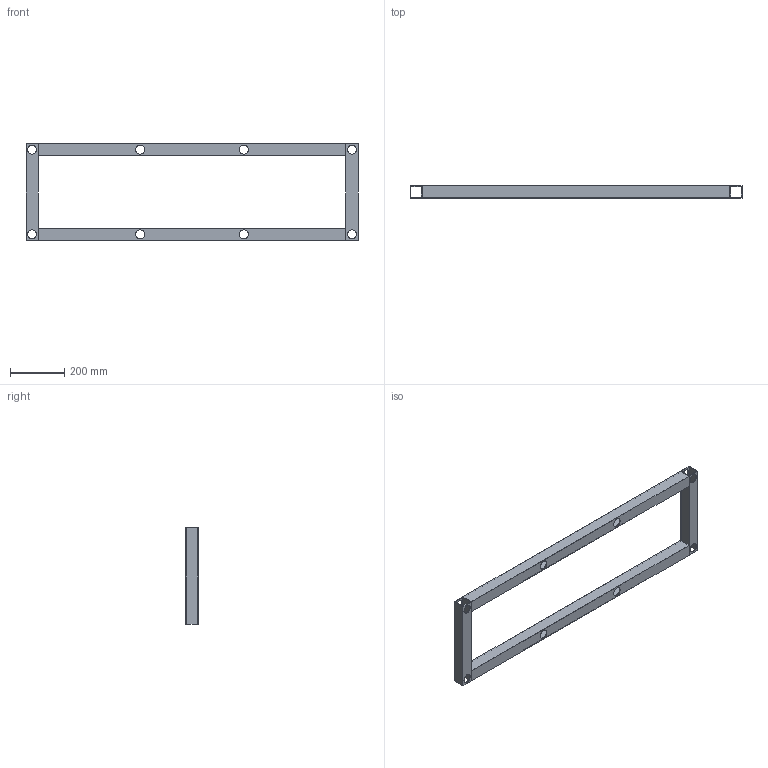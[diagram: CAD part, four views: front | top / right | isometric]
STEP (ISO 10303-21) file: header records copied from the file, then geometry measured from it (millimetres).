
FILE_DESCRIPTION(/* description */ (''),/* implementation_level */ '2;1');
FILE_NAME(/* name */ 'GE-18047.iam.stp',/* time_stamp */ '2018-01-01T11:22:45-08:00',/* author */ ('PhillipD'),/* organization */ (''),/* preprocessor_version */ 'ST-DEVELOPER v16.13',/* originating_system */ 'Autodesk Inventor 2018',/* authorisation */ '');
FILE_SCHEMA (('AUTOMOTIVE_DESIGN { 1 0 10303 214 3 1 1 }'));
Length unit declared in the file: inch
Products named in the file (3): GE-18047; GE-18047-01; GE-18047-02
Assembly tree (4 placements, depth 2):
  GE-18047
    GE-18047-01  x2
    GE-18047-02  x2
Bounding box: 1219.2 x 44.45 x 355.6 mm (x, y, z)
Volume: 1513283.7 mm3; surface area: 962773.7 mm2
Topology: 4 solids, 4 shells, 56 faces, 144 edges, 96 vertices
Faces by surface type: plane 40, cylinder 16
Full cylindrical faces by diameter (mm): 33.401 x16
Entity records: 987 total; most frequent: DIRECTION 150, CARTESIAN_POINT 147, ORIENTED_EDGE 128, EDGE_CURVE 64, EDGE_LOOP 56, AXIS2_PLACEMENT_3D 51, LINE 48, VECTOR 48
